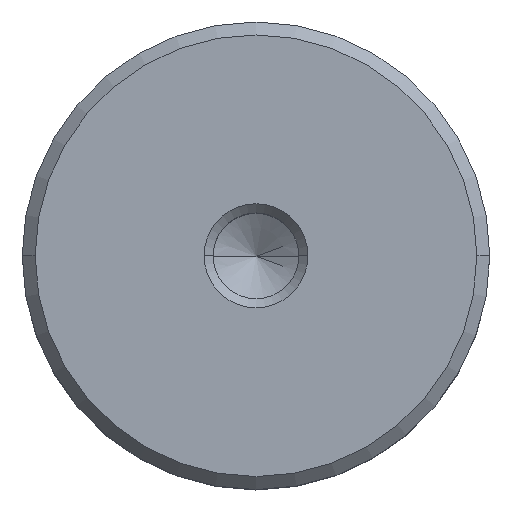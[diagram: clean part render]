
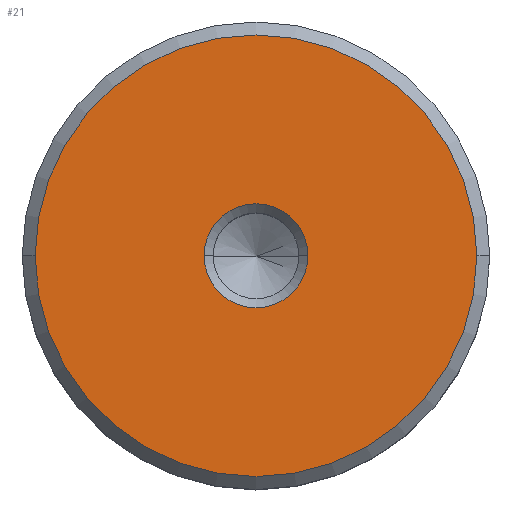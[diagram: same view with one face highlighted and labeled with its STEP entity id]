
A CAD part, top view. The second image highlights one B-rep face of the part: STEP entity #21.
In plain terms, the highlighted planar face has unit normal (0, 0, 1).
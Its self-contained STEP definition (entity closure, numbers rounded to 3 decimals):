
#21 = ADVANCED_FACE ( 'NONE', ( #48, #58 ), #543, .T. ) ;
#38 = ORIENTED_EDGE ( 'NONE', *, *, #405, .T. ) ;
#45 = AXIS2_PLACEMENT_3D ( 'NONE', #248, #657, #197 ) ;
#46 = AXIS2_PLACEMENT_3D ( 'NONE', #612, #162, #495 ) ;
#48 = FACE_BOUND ( 'NONE', #623, .T. ) ;
#55 = CIRCLE ( 'NONE', #493, 8.5 ) ;
#58 = FACE_OUTER_BOUND ( 'NONE', #338, .T. ) ;
#65 = EDGE_CURVE ( 'NONE', #221, #368, #55, .T. ) ;
#67 = DIRECTION ( 'NONE',  ( 0., 0., 1. ) ) ;
#114 = CARTESIAN_POINT ( 'NONE',  ( 2., 0., 23. ) ) ;
#125 = EDGE_CURVE ( 'NONE', #690, #468, #437, .T. ) ;
#150 = DIRECTION ( 'NONE',  ( 1., 0., 0. ) ) ;
#162 = DIRECTION ( 'NONE',  ( 0., 0., -1. ) ) ;
#184 = CARTESIAN_POINT ( 'NONE',  ( 8.5, 0., 23. ) ) ;
#189 = ORIENTED_EDGE ( 'NONE', *, *, #65, .T. ) ;
#197 = DIRECTION ( 'NONE',  ( 1., 0., 0. ) ) ;
#202 = CARTESIAN_POINT ( 'NONE',  ( 0., 0., 23. ) ) ;
#221 = VERTEX_POINT ( 'NONE', #184 ) ;
#248 = CARTESIAN_POINT ( 'NONE',  ( 0., 0., 23. ) ) ;
#254 = DIRECTION ( 'NONE',  ( 0., 0., 1. ) ) ;
#258 = DIRECTION ( 'NONE',  ( 0., 0., 1. ) ) ;
#259 = DIRECTION ( 'NONE',  ( 1., 0., 0. ) ) ;
#264 = CIRCLE ( 'NONE', #527, 8.5 ) ;
#291 = CARTESIAN_POINT ( 'NONE',  ( -8.5, 0., 23. ) ) ;
#318 = EDGE_CURVE ( 'NONE', #468, #690, #333, .T. ) ;
#333 = CIRCLE ( 'NONE', #45, 2. ) ;
#338 = EDGE_LOOP ( 'NONE', ( #38, #189 ) ) ;
#363 = ORIENTED_EDGE ( 'NONE', *, *, #125, .T. ) ;
#368 = VERTEX_POINT ( 'NONE', #291 ) ;
#379 = CARTESIAN_POINT ( 'NONE',  ( 0., 0., 23. ) ) ;
#405 = EDGE_CURVE ( 'NONE', #368, #221, #264, .T. ) ;
#414 = AXIS2_PLACEMENT_3D ( 'NONE', #546, #258, #668 ) ;
#437 = CIRCLE ( 'NONE', #46, 2. ) ;
#439 = ORIENTED_EDGE ( 'NONE', *, *, #318, .T. ) ;
#455 = CARTESIAN_POINT ( 'NONE',  ( -2., 0., 23. ) ) ;
#468 = VERTEX_POINT ( 'NONE', #114 ) ;
#493 = AXIS2_PLACEMENT_3D ( 'NONE', #379, #67, #259 ) ;
#495 = DIRECTION ( 'NONE',  ( 1., 0., 0. ) ) ;
#527 = AXIS2_PLACEMENT_3D ( 'NONE', #202, #254, #150 ) ;
#543 = PLANE ( 'NONE',  #414 ) ;
#546 = CARTESIAN_POINT ( 'NONE',  ( 0., 0., 23. ) ) ;
#612 = CARTESIAN_POINT ( 'NONE',  ( 0., 0., 23. ) ) ;
#623 = EDGE_LOOP ( 'NONE', ( #439, #363 ) ) ;
#657 = DIRECTION ( 'NONE',  ( 0., 0., -1. ) ) ;
#668 = DIRECTION ( 'NONE',  ( 1., 0., 0. ) ) ;
#690 = VERTEX_POINT ( 'NONE', #455 ) ;
